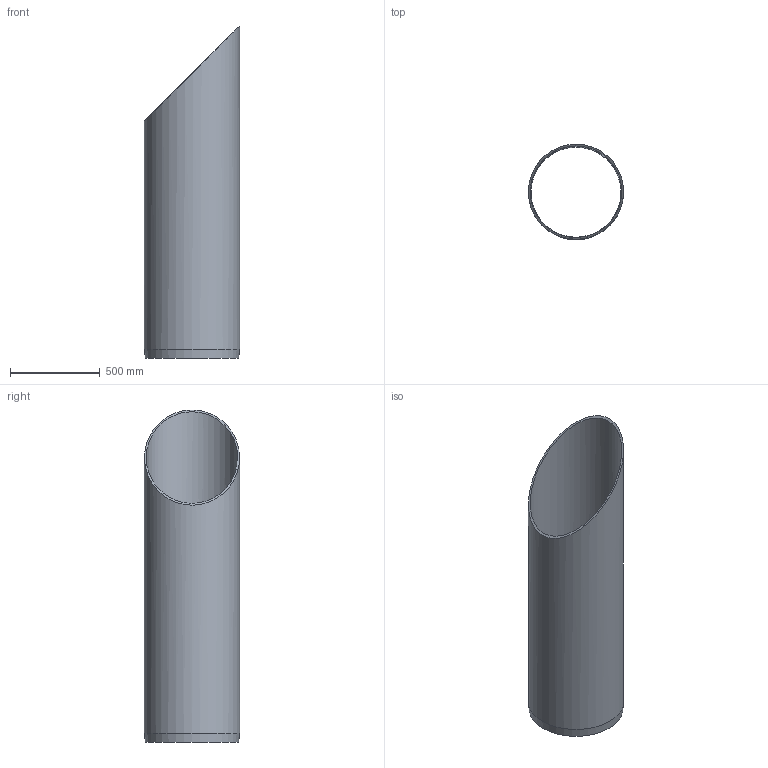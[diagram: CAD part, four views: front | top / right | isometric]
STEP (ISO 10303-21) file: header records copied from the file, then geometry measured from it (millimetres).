
FILE_DESCRIPTION(/* description */ (''),/* implementation_level */ '2;1');
FILE_NAME(/* name */ '15197.050X_3D.stp',/* time_stamp */ '2024-12-11T14:54:54+01:00',/* author */ ('CAD'),/* organization */ (''),/* preprocessor_version */ 'ST-DEVELOPER v20',/* originating_system */ 'AutoCAD Mechanical',/* authorisation */ '');
FILE_SCHEMA (('AUTOMOTIVE_DESIGN { 1 0 10303 214 3 1 1 }'));
Length unit declared in the file: centimetre
Products named in the file (2): Product; *S0
Assembly tree (1 placements, depth 2):
  Product
    *S0
Bounding box: 530 x 530 x 1849.99 mm (x, y, z)
Volume: 25882157.5 mm3; surface area: 5215611.8 mm2
Topology: 1 solids, 1 shells, 6 faces, 11 edges, 6 vertices
Faces by surface type: cone 3, cylinder 2, plane 1
Full cylindrical faces by diameter (mm): 510 x1, 530 x1
Entity records: 196 total; most frequent: DIRECTION 35, CARTESIAN_POINT 26, ORIENTED_EDGE 22, AXIS2_PLACEMENT_3D 15, EDGE_CURVE 11, EDGE_LOOP 7, FACE_OUTER_BOUND 6, VERTEX_POINT 6
